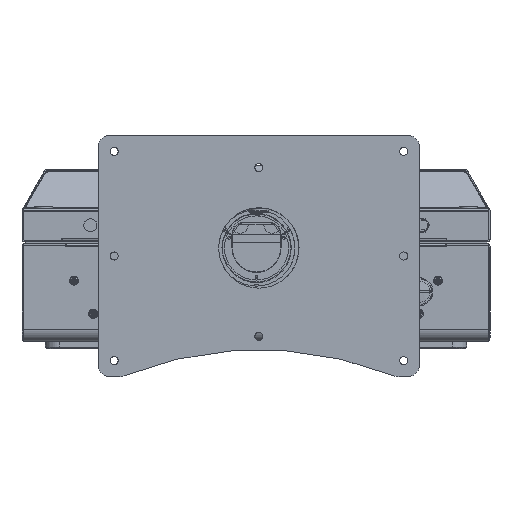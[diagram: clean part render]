
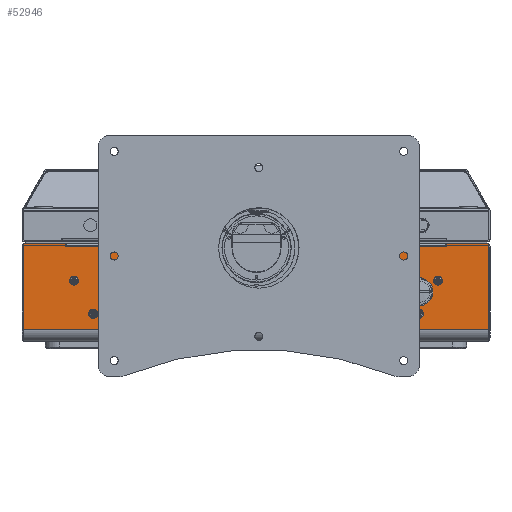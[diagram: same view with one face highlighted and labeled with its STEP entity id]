
A CAD part, front view. The second image highlights one B-rep face of the part: STEP entity #52946.
In plain terms, the highlighted planar face has unit normal (0, -1, 0).
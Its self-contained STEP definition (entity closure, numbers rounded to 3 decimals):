
#12960=DIRECTION('',(1.,0.,0.));
#12961=VECTOR('',#12960,0.5);
#12962=CARTESIAN_POINT('',(-249.153,-249.75,144.412));
#12963=LINE('',#12962,#12961);
#12964=DIRECTION('',(0.,0.,1.));
#12965=VECTOR('',#12964,3.5);
#12966=CARTESIAN_POINT('',(223.847,-249.75,144.412));
#12967=LINE('',#12966,#12965);
#12968=DIRECTION('',(1.,0.,0.));
#12969=VECTOR('',#12968,52.5);
#12970=CARTESIAN_POINT('',(223.847,-249.75,147.912));
#12971=LINE('',#12970,#12969);
#12972=DIRECTION('',(0.,0.,1.));
#12973=VECTOR('',#12972,106.5);
#12974=CARTESIAN_POINT('',(-301.653,-249.75,41.412));
#12975=LINE('',#12974,#12973);
#12976=DIRECTION('',(1.,0.,0.));
#12977=VECTOR('',#12976,52.5);
#12978=CARTESIAN_POINT('',(-301.653,-249.75,147.912));
#12979=LINE('',#12978,#12977);
#12980=CARTESIAN_POINT('',(213.651,-249.75,101.669));
#12981=DIRECTION('',(0.,-1.,0.));
#12982=DIRECTION('',(-1.,0.,0.));
#12983=AXIS2_PLACEMENT_3D('',#12980,#12981,#12982);
#12985=CARTESIAN_POINT('',(213.651,-249.75,101.669));
#12986=DIRECTION('',(0.,-1.,0.));
#12987=DIRECTION('',(1.,0.,0.));
#12988=AXIS2_PLACEMENT_3D('',#12985,#12986,#12987);
#12990=CARTESIAN_POINT('',(166.02,-249.75,101.669));
#12991=DIRECTION('',(0.,-1.,0.));
#12992=DIRECTION('',(-1.,0.,0.));
#12993=AXIS2_PLACEMENT_3D('',#12990,#12991,#12992);
#12995=CARTESIAN_POINT('',(166.02,-249.75,101.669));
#12996=DIRECTION('',(0.,-1.,0.));
#12997=DIRECTION('',(1.,0.,0.));
#12998=AXIS2_PLACEMENT_3D('',#12995,#12996,#12997);
#13000=CARTESIAN_POINT('',(189.835,-249.75,60.419));
#13001=DIRECTION('',(0.,-1.,0.));
#13002=DIRECTION('',(-1.,0.,0.));
#13003=AXIS2_PLACEMENT_3D('',#13000,#13001,#13002);
#13005=CARTESIAN_POINT('',(189.835,-249.75,60.419));
#13006=DIRECTION('',(0.,-1.,0.));
#13007=DIRECTION('',(1.,0.,0.));
#13008=AXIS2_PLACEMENT_3D('',#13005,#13006,#13007);
#13010=CARTESIAN_POINT('',(-191.349,-249.75,101.669));
#13011=DIRECTION('',(0.,-1.,0.));
#13012=DIRECTION('',(-1.,0.,0.));
#13013=AXIS2_PLACEMENT_3D('',#13010,#13011,#13012);
#13015=CARTESIAN_POINT('',(-191.349,-249.75,101.669));
#13016=DIRECTION('',(0.,-1.,0.));
#13017=DIRECTION('',(1.,0.,0.));
#13018=AXIS2_PLACEMENT_3D('',#13015,#13016,#13017);
#13020=CARTESIAN_POINT('',(-238.98,-249.75,101.669));
#13021=DIRECTION('',(0.,-1.,0.));
#13022=DIRECTION('',(-1.,0.,0.));
#13023=AXIS2_PLACEMENT_3D('',#13020,#13021,#13022);
#13025=CARTESIAN_POINT('',(-238.98,-249.75,101.669));
#13026=DIRECTION('',(0.,-1.,0.));
#13027=DIRECTION('',(1.,0.,0.));
#13028=AXIS2_PLACEMENT_3D('',#13025,#13026,#13027);
#13030=CARTESIAN_POINT('',(-215.165,-249.75,60.419));
#13031=DIRECTION('',(0.,-1.,0.));
#13032=DIRECTION('',(-1.,0.,0.));
#13033=AXIS2_PLACEMENT_3D('',#13030,#13031,#13032);
#13035=CARTESIAN_POINT('',(-215.165,-249.75,60.419));
#13036=DIRECTION('',(0.,-1.,0.));
#13037=DIRECTION('',(1.,0.,0.));
#13038=AXIS2_PLACEMENT_3D('',#13035,#13036,#13037);
#13040=CARTESIAN_POINT('',(189.847,-249.75,87.912));
#13041=DIRECTION('',(0.,-1.,0.));
#13042=DIRECTION('',(-1.,0.,0.));
#13043=AXIS2_PLACEMENT_3D('',#13040,#13041,#13042);
#13045=CARTESIAN_POINT('',(189.847,-249.75,87.912));
#13046=DIRECTION('',(0.,-1.,0.));
#13047=DIRECTION('',(1.,0.,0.));
#13048=AXIS2_PLACEMENT_3D('',#13045,#13046,#13047);
#13054=DIRECTION('',(-1.,0.,0.));
#13055=VECTOR('',#13054,472.);
#13056=CARTESIAN_POINT('',(223.347,-249.75,144.412));
#13057=LINE('',#13056,#13055);
#19614=DIRECTION('',(1.,0.,0.));
#19615=VECTOR('',#19614,578.);
#19616=CARTESIAN_POINT('',(-301.653,-249.75,41.412));
#19617=LINE('',#19616,#19615);
#19635=DIRECTION('',(0.,0.,1.));
#19636=VECTOR('',#19635,106.5);
#19637=CARTESIAN_POINT('',(276.347,-249.75,41.412));
#19638=LINE('',#19637,#19636);
#19660=DIRECTION('',(-1.,0.,0.));
#19661=VECTOR('',#19660,0.5);
#19662=CARTESIAN_POINT('',(223.847,-249.75,144.412));
#19663=LINE('',#19662,#19661);
#24465=DIRECTION('',(0.,0.,1.));
#24466=VECTOR('',#24465,3.5);
#24467=CARTESIAN_POINT('',(-249.153,-249.75,144.412));
#24468=LINE('',#24467,#24466);
#32025=CARTESIAN_POINT('',(223.347,-249.75,144.412));
#32026=VERTEX_POINT('',#32025);
#32791=CARTESIAN_POINT('',(-301.653,-249.75,147.912));
#32792=VERTEX_POINT('',#32791);
#32793=CARTESIAN_POINT('',(-301.653,-249.75,41.412));
#32794=VERTEX_POINT('',#32793);
#32885=CARTESIAN_POINT('',(-249.153,-249.75,144.412));
#32886=CARTESIAN_POINT('',(-248.653,-249.75,144.412));
#32887=VERTEX_POINT('',#32885);
#32888=VERTEX_POINT('',#32886);
#32889=CARTESIAN_POINT('',(223.847,-249.75,144.412));
#32890=VERTEX_POINT('',#32889);
#32891=CARTESIAN_POINT('',(223.847,-249.75,147.912));
#32892=VERTEX_POINT('',#32891);
#32893=CARTESIAN_POINT('',(276.347,-249.75,147.912));
#32894=VERTEX_POINT('',#32893);
#32895=CARTESIAN_POINT('',(276.347,-249.75,41.412));
#32896=VERTEX_POINT('',#32895);
#32897=CARTESIAN_POINT('',(-249.153,-249.75,147.912));
#32898=VERTEX_POINT('',#32897);
#32899=CARTESIAN_POINT('',(210.901,-249.75,101.669));
#32900=CARTESIAN_POINT('',(216.401,-249.75,101.669));
#32901=VERTEX_POINT('',#32899);
#32902=VERTEX_POINT('',#32900);
#32903=CARTESIAN_POINT('',(163.27,-249.75,101.669));
#32904=CARTESIAN_POINT('',(168.77,-249.75,101.669));
#32905=VERTEX_POINT('',#32903);
#32906=VERTEX_POINT('',#32904);
#32907=CARTESIAN_POINT('',(187.085,-249.75,60.419));
#32908=CARTESIAN_POINT('',(192.585,-249.75,60.419));
#32909=VERTEX_POINT('',#32907);
#32910=VERTEX_POINT('',#32908);
#32911=CARTESIAN_POINT('',(-194.099,-249.75,101.669));
#32912=CARTESIAN_POINT('',(-188.599,-249.75,101.669));
#32913=VERTEX_POINT('',#32911);
#32914=VERTEX_POINT('',#32912);
#32915=CARTESIAN_POINT('',(-241.73,-249.75,101.669));
#32916=CARTESIAN_POINT('',(-236.23,-249.75,101.669));
#32917=VERTEX_POINT('',#32915);
#32918=VERTEX_POINT('',#32916);
#32919=CARTESIAN_POINT('',(-217.915,-249.75,60.419));
#32920=CARTESIAN_POINT('',(-212.415,-249.75,60.419));
#32921=VERTEX_POINT('',#32919);
#32922=VERTEX_POINT('',#32920);
#37639=CARTESIAN_POINT('',(172.347,-249.75,87.912));
#37640=CARTESIAN_POINT('',(207.347,-249.75,87.912));
#37641=VERTEX_POINT('',#37639);
#37642=VERTEX_POINT('',#37640);
#52879=CARTESIAN_POINT('',(276.347,-249.75,147.912));
#52880=DIRECTION('',(0.,-1.,0.));
#52881=DIRECTION('',(-1.,0.,0.));
#52882=AXIS2_PLACEMENT_3D('',#52879,#52880,#52881);
#52883=PLANE('',#52882);
#52884=ORIENTED_EDGE('',*,*,#52862,.T.);
#52886=ORIENTED_EDGE('',*,*,#52885,.F.);
#52888=ORIENTED_EDGE('',*,*,#52887,.F.);
#52890=ORIENTED_EDGE('',*,*,#52889,.T.);
#52892=ORIENTED_EDGE('',*,*,#52891,.T.);
#52894=ORIENTED_EDGE('',*,*,#52893,.F.);
#52896=ORIENTED_EDGE('',*,*,#52895,.F.);
#52897=ORIENTED_EDGE('',*,*,#52718,.T.);
#52899=ORIENTED_EDGE('',*,*,#52898,.T.);
#52901=ORIENTED_EDGE('',*,*,#52900,.F.);
#52902=EDGE_LOOP('',(#52884,#52886,#52888,#52890,#52892,#52894,#52896,#52897,
#52899,#52901));
#52903=FACE_OUTER_BOUND('',#52902,.F.);
#52905=ORIENTED_EDGE('',*,*,#52904,.T.);
#52907=ORIENTED_EDGE('',*,*,#52906,.T.);
#52908=EDGE_LOOP('',(#52905,#52907));
#52909=FACE_BOUND('',#52908,.F.);
#52911=ORIENTED_EDGE('',*,*,#52910,.T.);
#52913=ORIENTED_EDGE('',*,*,#52912,.T.);
#52914=EDGE_LOOP('',(#52911,#52913));
#52915=FACE_BOUND('',#52914,.F.);
#52917=ORIENTED_EDGE('',*,*,#52916,.T.);
#52919=ORIENTED_EDGE('',*,*,#52918,.T.);
#52920=EDGE_LOOP('',(#52917,#52919));
#52921=FACE_BOUND('',#52920,.F.);
#52923=ORIENTED_EDGE('',*,*,#52922,.T.);
#52925=ORIENTED_EDGE('',*,*,#52924,.T.);
#52926=EDGE_LOOP('',(#52923,#52925));
#52927=FACE_BOUND('',#52926,.F.);
#52929=ORIENTED_EDGE('',*,*,#52928,.T.);
#52931=ORIENTED_EDGE('',*,*,#52930,.T.);
#52932=EDGE_LOOP('',(#52929,#52931));
#52933=FACE_BOUND('',#52932,.F.);
#52935=ORIENTED_EDGE('',*,*,#52934,.T.);
#52937=ORIENTED_EDGE('',*,*,#52936,.T.);
#52938=EDGE_LOOP('',(#52935,#52937));
#52939=FACE_BOUND('',#52938,.F.);
#52941=ORIENTED_EDGE('',*,*,#52940,.T.);
#52943=ORIENTED_EDGE('',*,*,#52942,.T.);
#52944=EDGE_LOOP('',(#52941,#52943));
#52945=FACE_BOUND('',#52944,.F.);
#52946=ADVANCED_FACE('',(#52903,#52909,#52915,#52921,#52927,#52933,#52939,
#52945),#52883,.T.);
#12984=CIRCLE('',#12983,2.75);
#12989=CIRCLE('',#12988,2.75);
#12994=CIRCLE('',#12993,2.75);
#12999=CIRCLE('',#12998,2.75);
#13004=CIRCLE('',#13003,2.75);
#13009=CIRCLE('',#13008,2.75);
#13014=CIRCLE('',#13013,2.75);
#13019=CIRCLE('',#13018,2.75);
#13024=CIRCLE('',#13023,2.75);
#13029=CIRCLE('',#13028,2.75);
#13034=CIRCLE('',#13033,2.75);
#13039=CIRCLE('',#13038,2.75);
#13044=CIRCLE('',#13043,17.5);
#13049=CIRCLE('',#13048,17.5);
#52718=EDGE_CURVE('',#32794,#32792,#12975,.T.);
#52862=EDGE_CURVE('',#32887,#32888,#12963,.T.);
#52885=EDGE_CURVE('',#32026,#32888,#13057,.T.);
#52887=EDGE_CURVE('',#32890,#32026,#19663,.T.);
#52889=EDGE_CURVE('',#32890,#32892,#12967,.T.);
#52891=EDGE_CURVE('',#32892,#32894,#12971,.T.);
#52893=EDGE_CURVE('',#32896,#32894,#19638,.T.);
#52895=EDGE_CURVE('',#32794,#32896,#19617,.T.);
#52898=EDGE_CURVE('',#32792,#32898,#12979,.T.);
#52900=EDGE_CURVE('',#32887,#32898,#24468,.T.);
#52904=EDGE_CURVE('',#32901,#32902,#12984,.T.);
#52906=EDGE_CURVE('',#32902,#32901,#12989,.T.);
#52910=EDGE_CURVE('',#32905,#32906,#12994,.T.);
#52912=EDGE_CURVE('',#32906,#32905,#12999,.T.);
#52916=EDGE_CURVE('',#32909,#32910,#13004,.T.);
#52918=EDGE_CURVE('',#32910,#32909,#13009,.T.);
#52922=EDGE_CURVE('',#32913,#32914,#13014,.T.);
#52924=EDGE_CURVE('',#32914,#32913,#13019,.T.);
#52928=EDGE_CURVE('',#32917,#32918,#13024,.T.);
#52930=EDGE_CURVE('',#32918,#32917,#13029,.T.);
#52934=EDGE_CURVE('',#32921,#32922,#13034,.T.);
#52936=EDGE_CURVE('',#32922,#32921,#13039,.T.);
#52940=EDGE_CURVE('',#37641,#37642,#13044,.T.);
#52942=EDGE_CURVE('',#37642,#37641,#13049,.T.);
